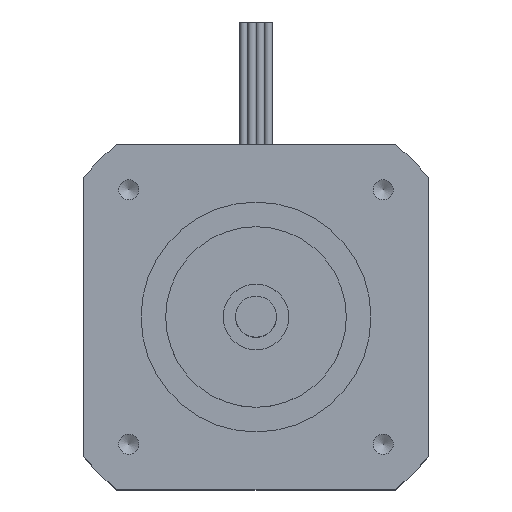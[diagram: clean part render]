
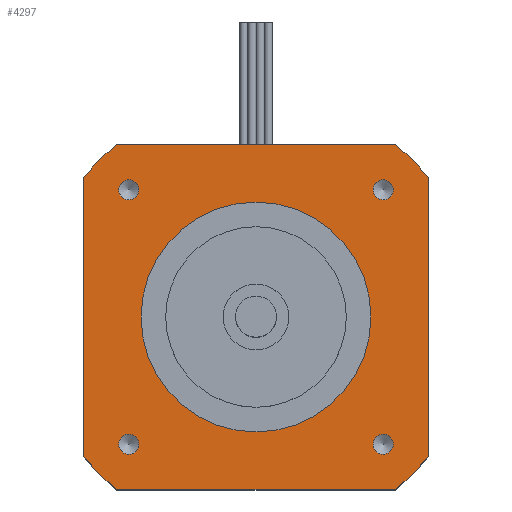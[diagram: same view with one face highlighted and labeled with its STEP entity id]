
A CAD part, top view. The second image highlights one B-rep face of the part: STEP entity #4297.
In plain terms, the highlighted planar face has unit normal (0, 0, 1).
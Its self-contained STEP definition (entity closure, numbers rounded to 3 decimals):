
#151=LINE('',#6699,#417);
#154=LINE('',#6707,#420);
#158=LINE('',#6716,#424);
#160=LINE('',#6722,#426);
#417=VECTOR('',#5278,33.941);
#420=VECTOR('',#5287,33.941);
#424=VECTOR('',#5297,33.941);
#426=VECTOR('',#5305,33.941);
#735=PLANE('',#4629);
#877=FACE_BOUND('',#1289,.T.);
#878=FACE_BOUND('',#1290,.T.);
#879=FACE_BOUND('',#1291,.T.);
#880=FACE_BOUND('',#1292,.T.);
#881=FACE_BOUND('',#1293,.T.);
#985=FACE_OUTER_BOUND('',#1288,.T.);
#1288=EDGE_LOOP('',(#3053,#3054,#3055,#3056,#3057,#3058,#3059,#3060));
#1289=EDGE_LOOP('',(#3061));
#1290=EDGE_LOOP('',(#3062));
#1291=EDGE_LOOP('',(#3063));
#1292=EDGE_LOOP('',(#3064));
#1293=EDGE_LOOP('',(#3065));
#1630=CIRCLE('',#4586,14.);
#1631=CIRCLE('',#4588,1.23);
#1633=CIRCLE('',#4591,1.23);
#1635=CIRCLE('',#4594,1.23);
#1637=CIRCLE('',#4597,1.23);
#1643=CIRCLE('',#4618,27.);
#1644=CIRCLE('',#4621,27.);
#1645=CIRCLE('',#4624,27.);
#1646=CIRCLE('',#4627,27.);
#1902=VERTEX_POINT('',#6599);
#1903=VERTEX_POINT('',#6602);
#1905=VERTEX_POINT('',#6607);
#1907=VERTEX_POINT('',#6612);
#1909=VERTEX_POINT('',#6617);
#1935=VERTEX_POINT('',#6692);
#1936=VERTEX_POINT('',#6694);
#1937=VERTEX_POINT('',#6698);
#1938=VERTEX_POINT('',#6702);
#1939=VERTEX_POINT('',#6706);
#1940=VERTEX_POINT('',#6710);
#1941=VERTEX_POINT('',#6714);
#1942=VERTEX_POINT('',#6718);
#2327=EDGE_CURVE('',#1902,#1902,#1630,.T.);
#2328=EDGE_CURVE('',#1903,#1903,#1631,.T.);
#2330=EDGE_CURVE('',#1905,#1905,#1633,.T.);
#2332=EDGE_CURVE('',#1907,#1907,#1635,.T.);
#2334=EDGE_CURVE('',#1909,#1909,#1637,.T.);
#2369=EDGE_CURVE('',#1935,#1936,#1643,.T.);
#2371=EDGE_CURVE('',#1936,#1937,#151,.T.);
#2373=EDGE_CURVE('',#1938,#1937,#1644,.T.);
#2375=EDGE_CURVE('',#1938,#1939,#154,.T.);
#2377=EDGE_CURVE('',#1940,#1939,#1645,.T.);
#2380=EDGE_CURVE('',#1940,#1941,#158,.T.);
#2381=EDGE_CURVE('',#1942,#1941,#1646,.T.);
#2383=EDGE_CURVE('',#1942,#1935,#160,.T.);
#3053=ORIENTED_EDGE('',*,*,#2383,.F.);
#3054=ORIENTED_EDGE('',*,*,#2381,.T.);
#3055=ORIENTED_EDGE('',*,*,#2380,.F.);
#3056=ORIENTED_EDGE('',*,*,#2377,.T.);
#3057=ORIENTED_EDGE('',*,*,#2375,.F.);
#3058=ORIENTED_EDGE('',*,*,#2373,.T.);
#3059=ORIENTED_EDGE('',*,*,#2371,.F.);
#3060=ORIENTED_EDGE('',*,*,#2369,.F.);
#3061=ORIENTED_EDGE('',*,*,#2328,.T.);
#3062=ORIENTED_EDGE('',*,*,#2330,.T.);
#3063=ORIENTED_EDGE('',*,*,#2332,.T.);
#3064=ORIENTED_EDGE('',*,*,#2334,.T.);
#3065=ORIENTED_EDGE('',*,*,#2327,.F.);
#4297=ADVANCED_FACE('',(#985,#877,#878,#879,#880,#881),#735,.T.);
#4586=AXIS2_PLACEMENT_3D('',#6600,#5180,#5181);
#4588=AXIS2_PLACEMENT_3D('',#6603,#5184,#5185);
#4591=AXIS2_PLACEMENT_3D('',#6608,#5190,#5191);
#4594=AXIS2_PLACEMENT_3D('',#6613,#5196,#5197);
#4597=AXIS2_PLACEMENT_3D('',#6618,#5202,#5203);
#4618=AXIS2_PLACEMENT_3D('',#6695,#5273,#5274);
#4621=AXIS2_PLACEMENT_3D('',#6703,#5282,#5283);
#4624=AXIS2_PLACEMENT_3D('',#6711,#5291,#5292);
#4627=AXIS2_PLACEMENT_3D('',#6719,#5300,#5301);
#4629=AXIS2_PLACEMENT_3D('',#6723,#5306,#5307);
#5180=DIRECTION('center_axis',(0.,0.,1.));
#5181=DIRECTION('ref_axis',(1.,0.,0.));
#5184=DIRECTION('center_axis',(0.,0.,-1.));
#5185=DIRECTION('ref_axis',(-1.,0.,0.));
#5190=DIRECTION('center_axis',(0.,0.,-1.));
#5191=DIRECTION('ref_axis',(-1.,0.,0.));
#5196=DIRECTION('center_axis',(0.,0.,-1.));
#5197=DIRECTION('ref_axis',(-1.,0.,0.));
#5202=DIRECTION('center_axis',(0.,0.,-1.));
#5203=DIRECTION('ref_axis',(-1.,0.,0.));
#5273=DIRECTION('center_axis',(0.,0.,-1.));
#5274=DIRECTION('ref_axis',(1.,0.,0.));
#5278=DIRECTION('',(-1.,0.,0.));
#5282=DIRECTION('center_axis',(0.,0.,1.));
#5283=DIRECTION('ref_axis',(1.,0.,0.));
#5287=DIRECTION('',(0.,1.,0.));
#5291=DIRECTION('center_axis',(0.,0.,1.));
#5292=DIRECTION('ref_axis',(1.,0.,0.));
#5297=DIRECTION('',(1.,0.,0.));
#5300=DIRECTION('center_axis',(0.,0.,1.));
#5301=DIRECTION('ref_axis',(1.,0.,0.));
#5305=DIRECTION('',(0.,-1.,0.));
#5306=DIRECTION('center_axis',(0.,0.,1.));
#5307=DIRECTION('ref_axis',(1.,0.,0.));
#6599=CARTESIAN_POINT('',(14.,0.,11.));
#6600=CARTESIAN_POINT('Origin',(0.,0.,11.));
#6602=CARTESIAN_POINT('',(-16.73,-15.5,11.));
#6603=CARTESIAN_POINT('Origin',(-15.5,-15.5,11.));
#6607=CARTESIAN_POINT('',(14.271,-15.5,11.));
#6608=CARTESIAN_POINT('Origin',(15.5,-15.5,11.));
#6612=CARTESIAN_POINT('',(-16.73,15.5,11.));
#6613=CARTESIAN_POINT('Origin',(-15.5,15.5,11.));
#6617=CARTESIAN_POINT('',(14.271,15.5,11.));
#6618=CARTESIAN_POINT('Origin',(15.5,15.5,11.));
#6692=CARTESIAN_POINT('',(21.,-16.971,11.));
#6694=CARTESIAN_POINT('',(16.971,-21.,11.));
#6695=CARTESIAN_POINT('Origin',(0.,0.,11.));
#6698=CARTESIAN_POINT('',(-16.971,-21.,11.));
#6699=CARTESIAN_POINT('',(16.971,-21.,11.));
#6702=CARTESIAN_POINT('',(-21.,-16.971,11.));
#6703=CARTESIAN_POINT('Origin',(0.,0.,11.));
#6706=CARTESIAN_POINT('',(-21.,16.971,11.));
#6707=CARTESIAN_POINT('',(-21.,-16.971,11.));
#6710=CARTESIAN_POINT('',(-16.971,21.,11.));
#6711=CARTESIAN_POINT('Origin',(0.,0.,11.));
#6714=CARTESIAN_POINT('',(16.971,21.,11.));
#6716=CARTESIAN_POINT('',(-16.971,21.,11.));
#6718=CARTESIAN_POINT('',(21.,16.971,11.));
#6719=CARTESIAN_POINT('Origin',(0.,0.,11.));
#6722=CARTESIAN_POINT('',(21.,16.971,11.));
#6723=CARTESIAN_POINT('Origin',(0.,0.,11.));
